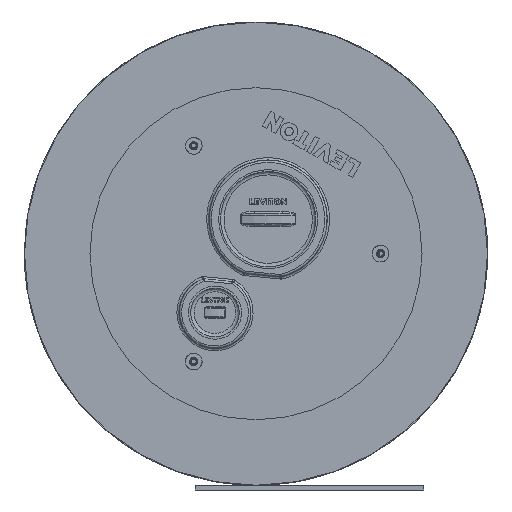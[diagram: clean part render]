
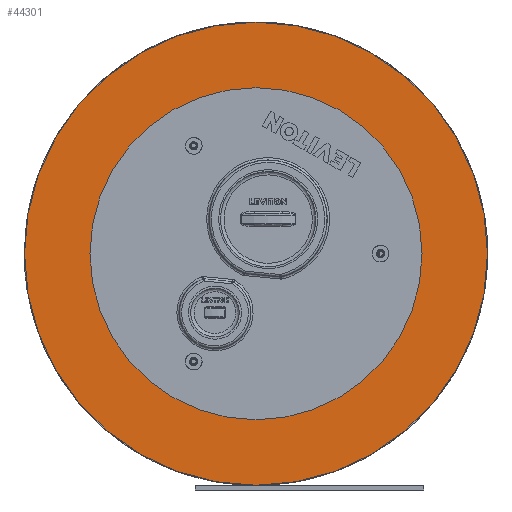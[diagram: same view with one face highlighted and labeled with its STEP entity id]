
A CAD part, front view. The second image highlights one B-rep face of the part: STEP entity #44301.
In plain terms, the highlighted planar face has unit normal (0, -1, 0).
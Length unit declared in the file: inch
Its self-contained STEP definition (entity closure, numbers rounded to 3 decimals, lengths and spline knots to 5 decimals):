
#4089 = CARTESIAN_POINT ( 'NONE',  ( 0., -0.437, 0. ) ) ;
#4309 = AXIS2_PLACEMENT_3D ( 'NONE', #12473, #70951, #18651 ) ;
#5927 = VERTEX_POINT ( 'NONE', #64785 ) ;
#12473 = CARTESIAN_POINT ( 'NONE',  ( 0., -0.437, 0. ) ) ;
#12991 = CIRCLE ( 'NONE', #62116, 4.183 ) ;
#12997 = DIRECTION ( 'NONE',  ( -1., 0., 0. ) ) ;
#18651 = DIRECTION ( 'NONE',  ( -1., 0., 0. ) ) ;
#18793 = CARTESIAN_POINT ( 'NONE',  ( 0., -0.437, 0. ) ) ;
#21415 = DIRECTION ( 'NONE',  ( 0., 1., 0. ) ) ;
#22237 = ORIENTED_EDGE ( 'NONE', *, *, #63711, .F. ) ;
#24544 = FACE_OUTER_BOUND ( 'NONE', #73773, .T. ) ;
#30135 = VERTEX_POINT ( 'NONE', #54017 ) ;
#32359 = EDGE_CURVE ( 'NONE', #30135, #30135, #12991, .T. ) ;
#42306 = EDGE_LOOP ( 'NONE', ( #22237 ) ) ;
#42692 = AXIS2_PLACEMENT_3D ( 'NONE', #4089, #21415, #49905 ) ;
#44301 = ADVANCED_FACE ( 'NONE', ( #72218, #24544 ), #65312, .F. ) ;
#48604 = CIRCLE ( 'NONE', #4309, 3. ) ;
#49905 = DIRECTION ( 'NONE',  ( -1., 0., 0. ) ) ;
#54017 = CARTESIAN_POINT ( 'NONE',  ( -4.183, -0.437, 0. ) ) ;
#57296 = ORIENTED_EDGE ( 'NONE', *, *, #32359, .F. ) ;
#62116 = AXIS2_PLACEMENT_3D ( 'NONE', #18793, #65697, #12997 ) ;
#63711 = EDGE_CURVE ( 'NONE', #5927, #5927, #48604, .T. ) ;
#64785 = CARTESIAN_POINT ( 'NONE',  ( -3., -0.437, 0. ) ) ;
#65312 = PLANE ( 'NONE',  #42692 ) ;
#65697 = DIRECTION ( 'NONE',  ( 0., 1., 0. ) ) ;
#70951 = DIRECTION ( 'NONE',  ( 0., -1., 0. ) ) ;
#72218 = FACE_BOUND ( 'NONE', #42306, .T. ) ;
#73773 = EDGE_LOOP ( 'NONE', ( #57296 ) ) ;
